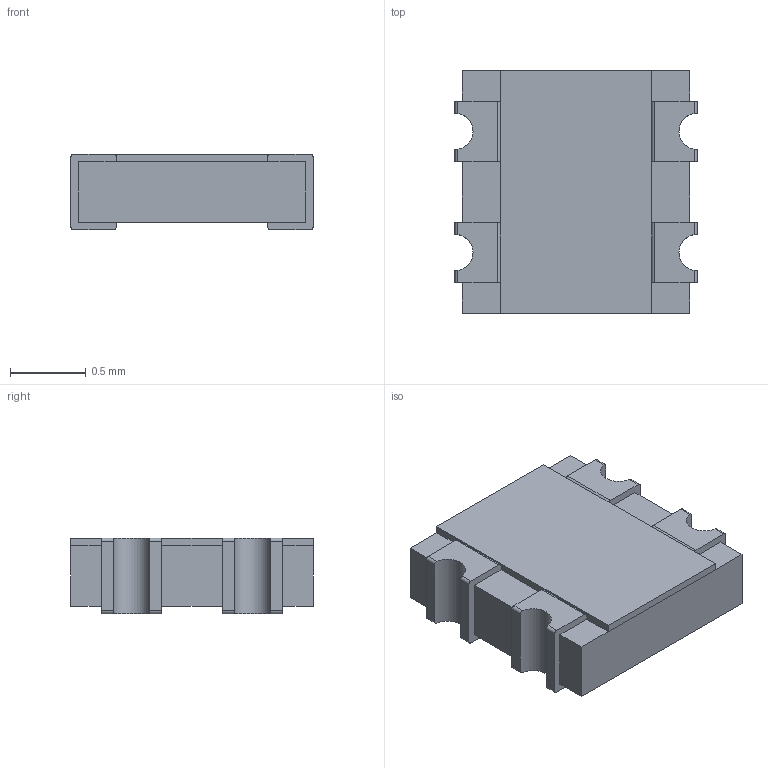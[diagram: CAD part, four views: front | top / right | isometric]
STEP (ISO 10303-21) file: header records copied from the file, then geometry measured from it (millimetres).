
FILE_DESCRIPTION(/* description */ ('model of R_Cat16-2'),/* implementation_level */ '2;1');
FILE_NAME(/* name */ 'R_Cat16-2.step',/* time_stamp */ '2017-04-29T18:41:00',/* author */ ('kicad StepUp','ksu'),/* organization */ ('FreeCAD'),/* preprocessor_version */ 'OCC',/* originating_system */ 'kicad StepUp',/* authorisation */ '');
FILE_SCHEMA(('AUTOMOTIVE_DESIGN_CC2 { 1 2 10303 214 -1 1 5 4 }'));
Length unit declared in the file: millimetre
Products named in the file (1): R_Cat16_2
Bounding box: 1.6 x 1.6 x 0.5 mm (x, y, z)
Volume: 1.1 mm3; surface area: 8.4 mm2
Topology: 1 solids, 1 shells, 76 faces, 226 edges, 152 vertices
Faces by surface type: plane 48, cylinder 28
Entity records: 1898 total; most frequent: CARTESIAN_POINT 461, ORIENTED_EDGE 344, EDGE_CURVE 226, VERTEX_POINT 152, LINE 140, AXIS2_PLACEMENT_3D 96, ADVANCED_FACE 76, FACE_BOUND 76
